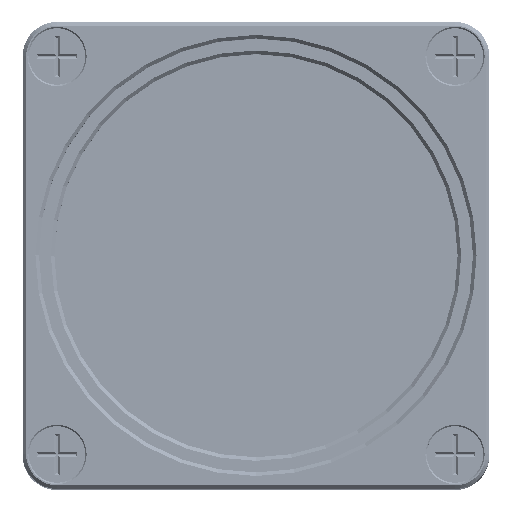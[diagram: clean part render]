
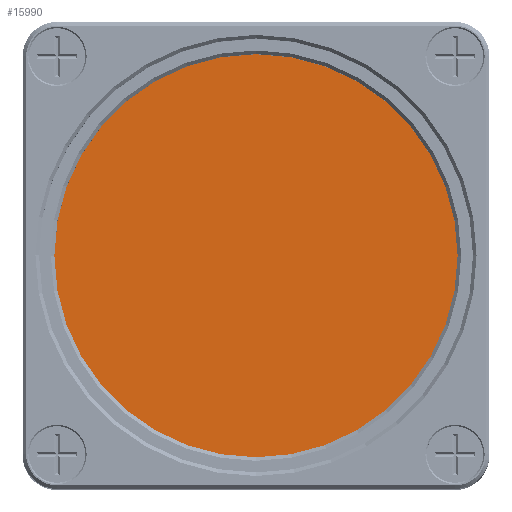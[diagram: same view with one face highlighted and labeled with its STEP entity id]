
A CAD part, top view. The second image highlights one B-rep face of the part: STEP entity #15990.
In plain terms, the highlighted face is planar.
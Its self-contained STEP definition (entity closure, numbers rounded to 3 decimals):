
#6384=FACE_OUTER_BOUND('',#61918,.T.);
#15990=ADVANCED_FACE('',(#6384),#23452,.F.);
#23452=PLANE('',#151285);
#61918=EDGE_LOOP('',(#71622));
#71622=ORIENTED_EDGE('',*,*,#125942,.F.);
#111889=VERTEX_POINT('',#205752);
#125942=EDGE_CURVE('',#111889,#111889,#146138,.T.);
#146138=CIRCLE('',#151282,12.5);
#151282=AXIS2_PLACEMENT_3D('',#205751,#165036,#165037);
#151285=AXIS2_PLACEMENT_3D('',#205755,#165042,#165043);
#165036=DIRECTION('',(0.,0.,1.));
#165037=DIRECTION('',(1.,0.,0.));
#165042=DIRECTION('',(0.,0.,1.));
#165043=DIRECTION('',(1.,0.,0.));
#205751=CARTESIAN_POINT('',(0.,0.,0.));
#205752=CARTESIAN_POINT('',(12.5,0.,0.));
#205755=CARTESIAN_POINT('',(0.,0.,0.));
